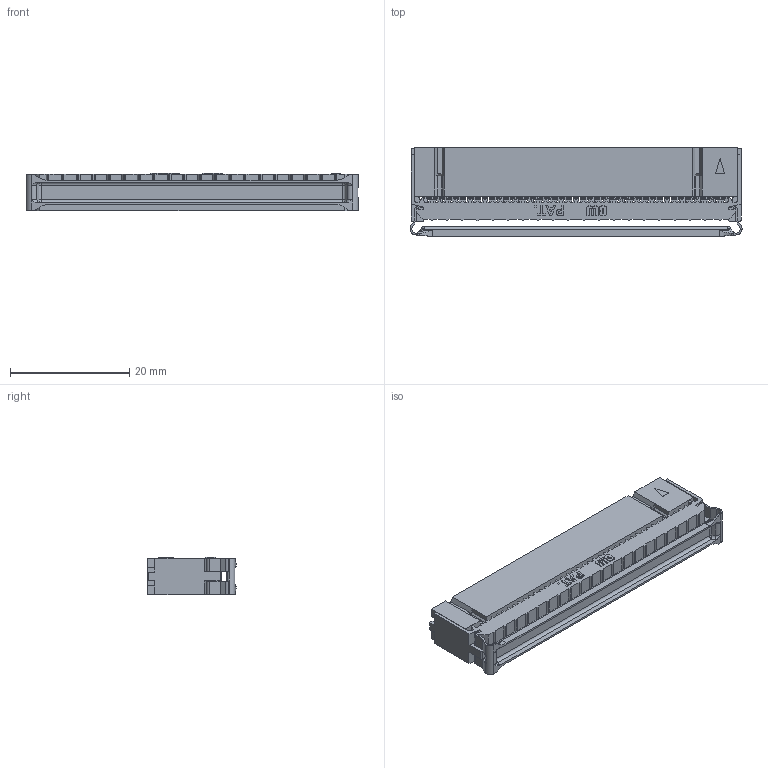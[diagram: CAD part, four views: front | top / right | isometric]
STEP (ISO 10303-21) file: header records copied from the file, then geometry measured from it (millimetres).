
FILE_DESCRIPTION(/* description */ (''),/* implementation_level */ '2;1');
FILE_NAME(/* name */ 'CWR-210-40_3D Model.stp',/* time_stamp */ '2023-11-27T11:18:31-05:00',/* author */ ('dwiltbank'),/* organization */ (''),/* preprocessor_version */ 'ST-DEVELOPER v19.2',/* originating_system */ 'Autodesk Inventor 2024',/* authorisation */ '');
FILE_SCHEMA (('AUTOMOTIVE_DESIGN { 1 0 10303 214 3 1 1 }'));
Products named in the file (1): CWR-210-40_Simplify_1
Bounding box: 55.63 x 14.89 x 6.23 mm (x, y, z)
Volume: 3034.2 mm3; surface area: 7220.2 mm2
Topology: 1 solids, 1 shells, 5155 faces, 14036 edges, 8686 vertices
Faces by surface type: plane 3644, cylinder 1079, bspline 420, sphere 8, torus 4
Entity records: 170261 total; most frequent: CARTESIAN_POINT 37063, ORIENTED_EDGE 28072, DIRECTION 24157, EDGE_CURVE 14036, LINE 11693, VECTOR 11693, VERTEX_POINT 8686, AXIS2_PLACEMENT_3D 6232
